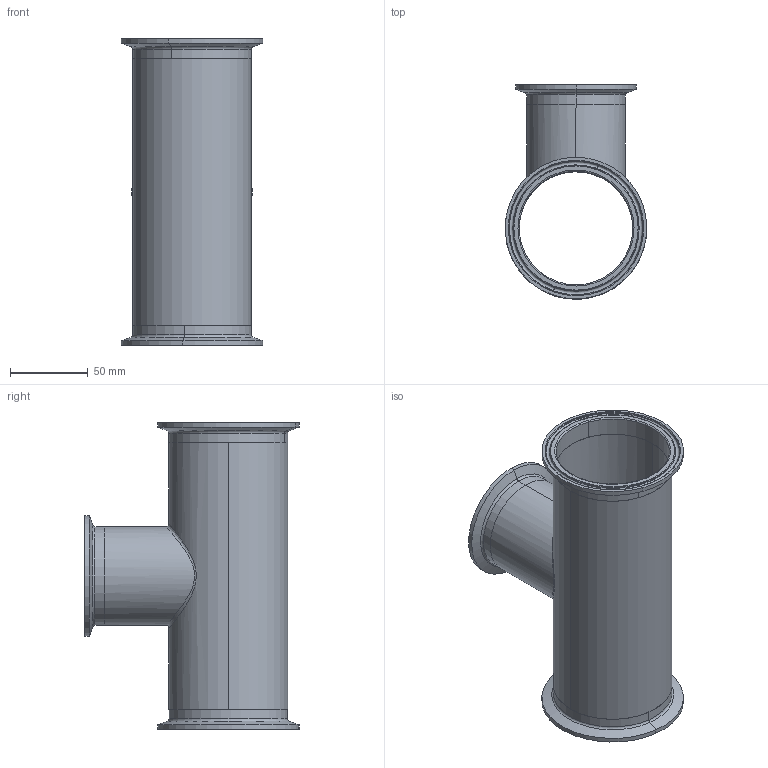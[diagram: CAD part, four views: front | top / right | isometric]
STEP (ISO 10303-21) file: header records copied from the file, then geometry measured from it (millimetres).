
FILE_DESCRIPTION (( 'STEP AP214' ), '1' );
FILE_NAME ('DT19 76.2x63.5 B.STEP', '2014-03-18T01:13:22', ( '' ), ( '' ), 'SwSTEP 2.0', 'SolidWorks 2013', '' );
FILE_SCHEMA (( 'AUTOMOTIVE_DESIGN' ));
Length unit declared in the file: inch
Products named in the file (4): DT19 76.2x63.5 B; DT19 76.2x63.5; 19 63.5; 19 76.2
Assembly tree (4 placements, depth 2):
  DT19 76.2x63.5 B
    DT19 76.2x63.5
    19 63.5
    19 76.2  x2
Bounding box: 90.91 x 137.55 x 196.8 mm (x, y, z)
Volume: 110140.5 mm3; surface area: 123309.4 mm2
Topology: 4 solids, 4 shells, 90 faces, 186 edges, 108 vertices
Faces by surface type: torus 30, cylinder 26, cone 18, plane 12, bspline 4
Entity records: 3383 total; most frequent: CARTESIAN_POINT 1767, DIRECTION 352, ORIENTED_EDGE 272, AXIS2_PLACEMENT_3D 160, EDGE_CURVE 136, CIRCLE 92, VERTEX_POINT 80, EDGE_LOOP 76
